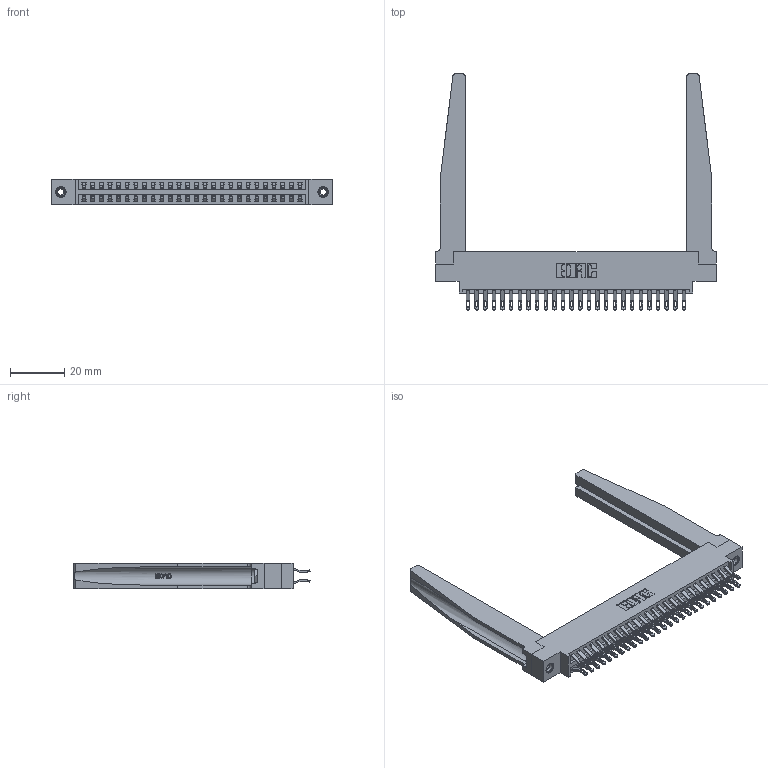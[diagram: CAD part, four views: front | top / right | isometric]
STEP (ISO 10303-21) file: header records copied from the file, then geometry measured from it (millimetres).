
FILE_DESCRIPTION (( 'STEP AP203' ), '1' );
FILE_NAME ('396-052-555-878.STEP', '2019-11-02T07:45:36', ( '' ), ( '' ), 'SwSTEP 2.0', 'SolidWorks 2016', '' );
FILE_SCHEMA (( 'CONFIG_CONTROL_DESIGN' ));
Length unit declared in the file: inch
Products named in the file (5): 346 Part_0.170 Offset - 0.156 Dia-TH; 345-292-001_555 Tail; 346-220-078_345-220-078; 345-250-001_345-250-001-102; 396-052-555-878
Assembly tree (57 placements, depth 2):
  396-052-555-878
    346 Part_0.170 Offset - 0.156 Dia-TH
    345-292-001_555 Tail  x52
    346-220-078_345-220-078  x2
    345-250-001_345-250-001-102  x2
Bounding box: 103.12 x 86.74 x 9.4 mm (x, y, z)
Volume: 16836.7 mm3; surface area: 20649.8 mm2
Topology: 57 solids, 57 shells, 3376 faces, 10465 edges, 6966 vertices
Faces by surface type: plane 1938, cylinder 1386, bspline 36, cone 12, torus 4
Entity records: 24328 total; most frequent: CARTESIAN_POINT 5005, ORIENTED_EDGE 3798, DIRECTION 3417, EDGE_CURVE 1899, LINE 1549, VECTOR 1549, VERTEX_POINT 1260, AXIS2_PLACEMENT_3D 934
